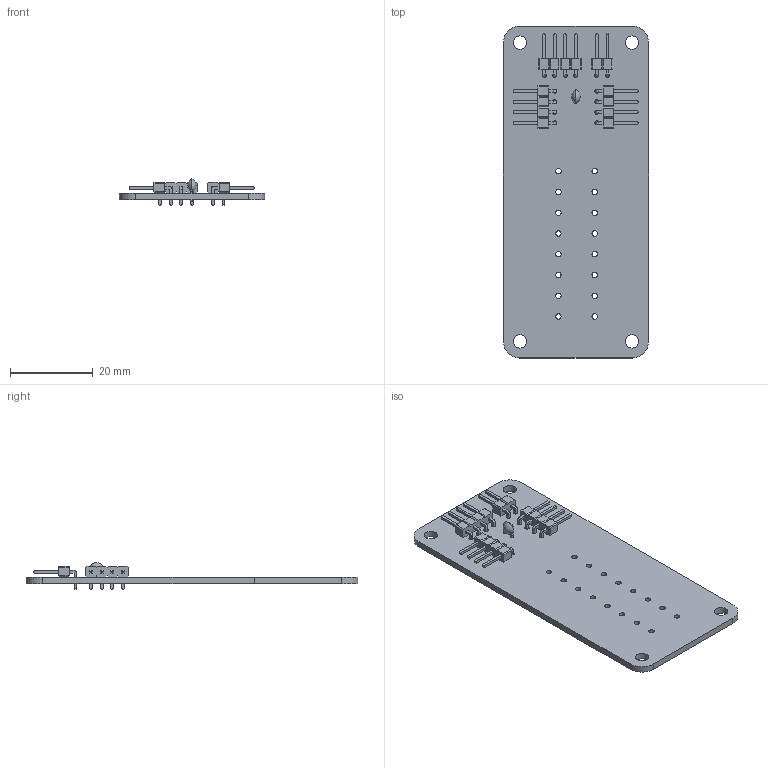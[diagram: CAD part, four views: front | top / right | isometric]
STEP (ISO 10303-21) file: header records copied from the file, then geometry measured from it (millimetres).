
FILE_DESCRIPTION(('KiCad electronic assembly'),'2;1');
FILE_NAME('PowerDistribution.step','2019-06-03T16:36:50',('An Author'),( 'A Company'),'Open CASCADE STEP processor 6.9', 'KiCad to STEP converter','Unknown');
FILE_SCHEMA(('AUTOMOTIVE_DESIGN { 1 0 10303 214 1 1 1 1 }'));
Length unit declared in the file: millimetre
Products named in the file (8): Open CASCADE STEP translator 6.9 1; C_Disc_D3.4mm_W2.1mm_P2.50mm; SOLID; PinHeader_1x04_P2.54mm_Horizontal; PinHeader_1x02_P2.54mm_Horizontal; COMPOUND
Assembly tree (9 placements, depth 3):
  Open CASCADE STEP translator 6.9 1
    C_Disc_D3.4mm_W2.1mm_P2.50mm
      SOLID
    PinHeader_1x04_P2.54mm_Horizontal  x3
      SOLID
    PinHeader_1x02_P2.54mm_Horizontal
      SOLID
    COMPOUND
Bounding box: 35 x 80 x 6.5 mm (x, y, z)
Volume: 4656.1 mm3; surface area: 6902.5 mm2
Topology: 6 solids, 6 shells, 456 faces, 1137 edges, 719 vertices
Faces by surface type: plane 390, cylinder 60, revolution 4, sphere 2
Full cylindrical faces by diameter (mm): 0.5 x2, 0.8 x2, 1 x14, 1.298 x16, 3.2 x4
Entity records: 18685 total; most frequent: CARTESIAN_POINT 5038, DIRECTION 2314, LINE 1516, VECTOR 1516, ORIENTED_EDGE 1174, PCURVE 1174, DEFINITIONAL_REPRESENTATION 1174, EDGE_CURVE 587
